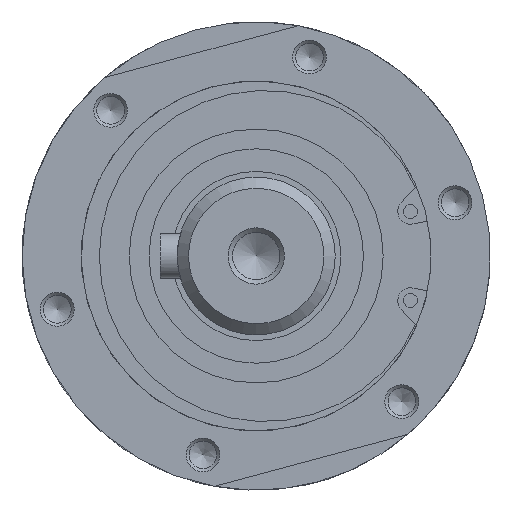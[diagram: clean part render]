
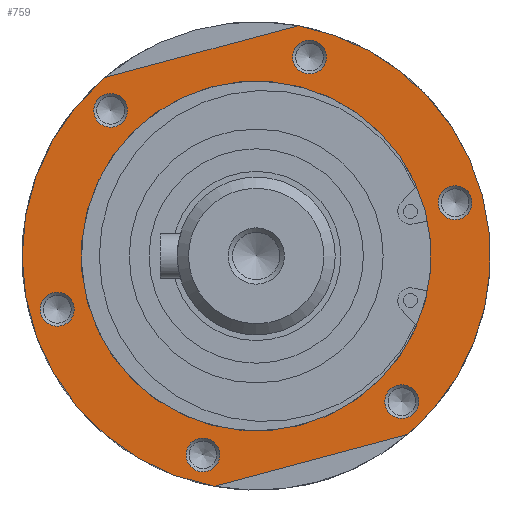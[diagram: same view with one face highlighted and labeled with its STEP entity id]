
A CAD part, left-side view. The second image highlights one B-rep face of the part: STEP entity #759.
In plain terms, the highlighted planar face has unit normal (-1, 0, 0).
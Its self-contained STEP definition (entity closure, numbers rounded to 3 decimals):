
#521=CARTESIAN_POINT('',(-214.5,26.876,31.621));
#522=VERTEX_POINT('',#521);
#529=CARTESIAN_POINT('',(-214.5,-7.465,40.823));
#530=VERTEX_POINT('',#529);
#531=CARTESIAN_POINT('',(-214.5,-7.465,40.823));
#532=DIRECTION('',(0.0,0.966,-0.259));
#533=VECTOR('',#532,35.553);
#534=LINE('',#531,#533);
#535=EDGE_CURVE('',#530,#522,#534,.T.);
#577=CARTESIAN_POINT('',(-214.5,-26.876,-31.621));
#578=VERTEX_POINT('',#577);
#585=CARTESIAN_POINT('',(-214.5,7.465,-40.823));
#586=VERTEX_POINT('',#585);
#587=CARTESIAN_POINT('',(-214.5,7.465,-40.823));
#588=DIRECTION('',(0.0,-0.966,0.259));
#589=VECTOR('',#588,35.553);
#590=LINE('',#587,#589);
#591=EDGE_CURVE('',#586,#578,#590,.T.);
#611=CARTESIAN_POINT('',(-214.5,0.,0.));
#612=DIRECTION('',(1.,0.,0.));
#613=DIRECTION('',(0.,-0.966,0.259));
#614=AXIS2_PLACEMENT_3D('',#611,#612,#613);
#615=CIRCLE('',#614,41.5);
#616=EDGE_CURVE('',#530,#578,#615,.T.);
#621=CARTESIAN_POINT('',(-214.5,0.,0.));
#622=DIRECTION('',(1.,0.,0.));
#623=DIRECTION('',(0.,-0.966,0.259));
#624=AXIS2_PLACEMENT_3D('',#621,#622,#623);
#625=CIRCLE('',#624,41.5);
#626=EDGE_CURVE('',#586,#522,#625,.T.);
#667=CARTESIAN_POINT('',(-214.5,12.345,-34.48));
#668=VERTEX_POINT('',#667);
#669=CARTESIAN_POINT('',(-214.5,9.447,-35.256));
#670=DIRECTION('',(-1.0,0.,0.));
#671=DIRECTION('',(0.,-0.966,-0.259));
#672=AXIS2_PLACEMENT_3D('',#669,#670,#671);
#673=CIRCLE('',#672,3.);
#674=EDGE_CURVE('',#668,#668,#673,.T.);
#679=CARTESIAN_POINT('',(-214.5,-35.015,9.382));
#680=DIRECTION('',(-1.0,0.0,0.0));
#681=DIRECTION('',(0.0,-0.259,-0.966));
#682=AXIS2_PLACEMENT_3D('',#679,#680,#681);
#683=PLANE('',#682);
#684=ORIENTED_EDGE('',*,*,#535,.T.);
#685=ORIENTED_EDGE('',*,*,#626,.F.);
#686=ORIENTED_EDGE('',*,*,#591,.T.);
#687=ORIENTED_EDGE('',*,*,#616,.F.);
#688=EDGE_LOOP('',(#684,#685,#686,#687));
#689=FACE_OUTER_BOUND('',#688,.T.);
#690=CARTESIAN_POINT('',(-214.5,36.033,-6.549));
#691=VERTEX_POINT('',#690);
#692=CARTESIAN_POINT('',(-214.5,35.256,-9.447));
#693=DIRECTION('',(-1.,0.,0.));
#694=DIRECTION('',(0.,-0.259,-0.966));
#695=AXIS2_PLACEMENT_3D('',#692,#693,#694);
#696=CIRCLE('',#695,3.);
#697=EDGE_CURVE('',#691,#691,#696,.T.);
#698=ORIENTED_EDGE('',*,*,#697,.F.);
#699=EDGE_LOOP('',(#698));
#700=FACE_BOUND('',#699,.T.);
#701=CARTESIAN_POINT('',(-214.5,23.688,27.931));
#702=VERTEX_POINT('',#701);
#703=CARTESIAN_POINT('',(-214.5,25.809,25.809));
#704=DIRECTION('',(-1.,0.,0.));
#705=DIRECTION('',(0.,0.707,-0.707));
#706=AXIS2_PLACEMENT_3D('',#703,#704,#705);
#707=CIRCLE('',#706,3.);
#708=EDGE_CURVE('',#702,#702,#707,.T.);
#709=ORIENTED_EDGE('',*,*,#708,.F.);
#710=EDGE_LOOP('',(#709));
#711=FACE_BOUND('',#710,.T.);
#712=CARTESIAN_POINT('',(-214.5,-12.345,34.48));
#713=VERTEX_POINT('',#712);
#714=CARTESIAN_POINT('',(-214.5,-9.447,35.256));
#715=DIRECTION('',(-1.,0.,0.));
#716=DIRECTION('',(0.,0.966,0.259));
#717=AXIS2_PLACEMENT_3D('',#714,#715,#716);
#718=CIRCLE('',#717,3.);
#719=EDGE_CURVE('',#713,#713,#718,.T.);
#720=ORIENTED_EDGE('',*,*,#719,.F.);
#721=EDGE_LOOP('',(#720));
#722=FACE_BOUND('',#721,.T.);
#723=CARTESIAN_POINT('',(-214.5,-29.944,8.023));
#724=VERTEX_POINT('',#723);
#725=CARTESIAN_POINT('',(-214.5,0.,0.));
#726=DIRECTION('',(1.,0.,0.));
#727=DIRECTION('',(0.,-0.966,0.259));
#728=AXIS2_PLACEMENT_3D('',#725,#726,#727);
#729=CIRCLE('',#728,31.);
#730=EDGE_CURVE('',#724,#724,#729,.T.);
#731=ORIENTED_EDGE('',*,*,#730,.T.);
#732=EDGE_LOOP('',(#731));
#733=FACE_BOUND('',#732,.T.);
#734=CARTESIAN_POINT('',(-214.5,-36.033,6.549));
#735=VERTEX_POINT('',#734);
#736=CARTESIAN_POINT('',(-214.5,-35.256,9.447));
#737=DIRECTION('',(-1.,0.,0.));
#738=DIRECTION('',(0.,0.259,0.966));
#739=AXIS2_PLACEMENT_3D('',#736,#737,#738);
#740=CIRCLE('',#739,3.);
#741=EDGE_CURVE('',#735,#735,#740,.T.);
#742=ORIENTED_EDGE('',*,*,#741,.F.);
#743=EDGE_LOOP('',(#742));
#744=FACE_BOUND('',#743,.T.);
#745=CARTESIAN_POINT('',(-214.5,-23.688,-27.931));
#746=VERTEX_POINT('',#745);
#747=CARTESIAN_POINT('',(-214.5,-25.809,-25.809));
#748=DIRECTION('',(-1.,0.,0.));
#749=DIRECTION('',(0.,-0.707,0.707));
#750=AXIS2_PLACEMENT_3D('',#747,#748,#749);
#751=CIRCLE('',#750,3.);
#752=EDGE_CURVE('',#746,#746,#751,.T.);
#753=ORIENTED_EDGE('',*,*,#752,.F.);
#754=EDGE_LOOP('',(#753));
#755=FACE_BOUND('',#754,.T.);
#756=ORIENTED_EDGE('',*,*,#674,.F.);
#757=EDGE_LOOP('',(#756));
#758=FACE_BOUND('',#757,.T.);
#759=ADVANCED_FACE('',(#689,#700,#711,#722,#733,#744,#755,#758),#683,.T.);
